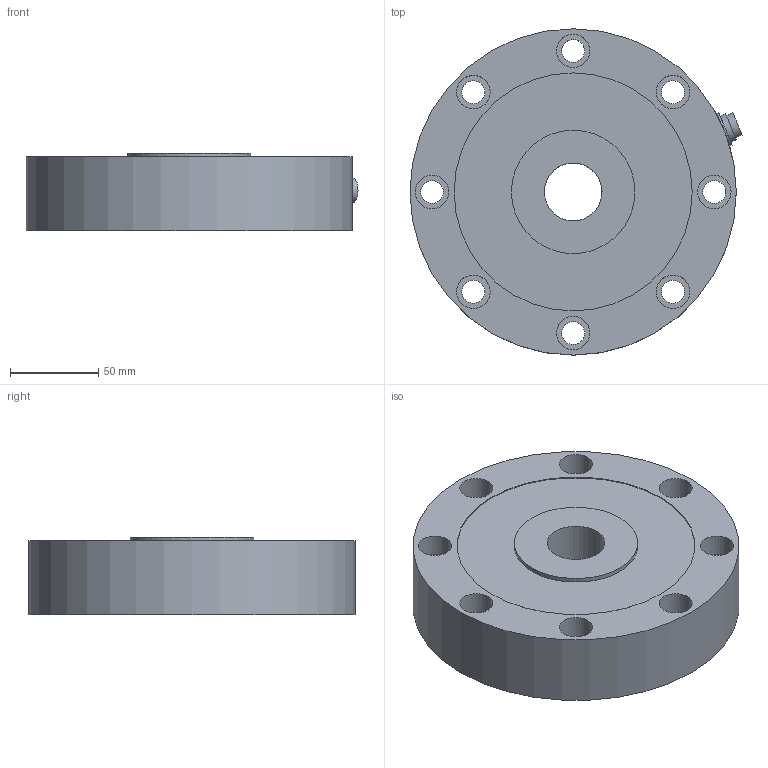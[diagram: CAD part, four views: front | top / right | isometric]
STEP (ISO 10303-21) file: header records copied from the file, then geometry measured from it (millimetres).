
FILE_DESCRIPTION( ( 'Unknown' ), '1' );
FILE_NAME( 'K11-100-200kN.stp', 'Unknown', ( 'Unknown' ), ( 'Unknown' ), 'PSStep 17.0.49', 'Unknown', ' ' );
FILE_SCHEMA( ( 'AUTOMOTIVE_DESIGN { 1 0 10303 214 1 1 1 1 }' ) );
Length unit declared in the file: millimetre
Products named in the file (3): Assem1; 1994-001_DOC-00045989; 10000-100_doc-00013157
Assembly tree (2 placements, depth 2):
  Assem1
    1994-001_DOC-00045989
    10000-100_doc-00013157
Bounding box: 188.23 x 185 x 44 mm (x, y, z)
Volume: 963341.5 mm3; surface area: 99273.2 mm2
Topology: 2 solids, 2 shells, 64 faces, 126 edges, 90 vertices
Faces by surface type: cylinder 36, plane 28
Full cylindrical faces by diameter (mm): 1.5 x6, 13 x8, 13.6 x1, 15 x1, 16 x1, 18 x1, 19 x8, 20 x1, 21 x1, 32.752 x1, 70 x2, 135 x2, 185 x1
Entity records: 2067 total; most frequent: CARTESIAN_POINT 307, DIRECTION 278, ORIENTED_EDGE 148, EDGE_LOOP 140, AXIS2_PLACEMENT_3D 138, FACE_OUTER_BOUND 98, EDGE_CURVE 74, VERTEX_POINT 72
